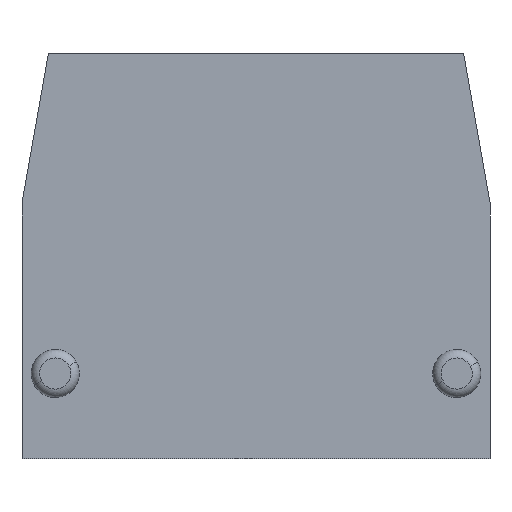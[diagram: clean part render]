
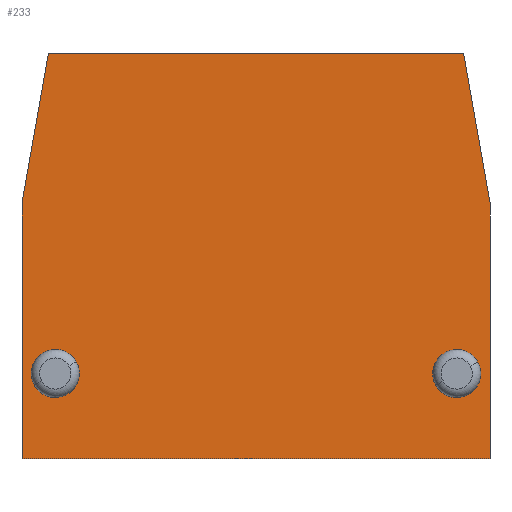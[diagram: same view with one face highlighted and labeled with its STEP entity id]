
A CAD part, left-side view. The second image highlights one B-rep face of the part: STEP entity #233.
In plain terms, the highlighted planar face has unit normal (-1, 0, 0).
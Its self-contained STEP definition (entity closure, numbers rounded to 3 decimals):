
#127=AXIS2_PLACEMENT_3D('Circle Axis2P3D',#125,#126,$) ;
#146=AXIS2_PLACEMENT_3D('Circle Axis2P3D',#144,#145,$) ;
#159=AXIS2_PLACEMENT_3D('Plane Axis2P3D',#156,#157,#158) ;
#217=AXIS2_PLACEMENT_3D('Circle Axis2P3D',#215,#216,$) ;
#226=AXIS2_PLACEMENT_3D('Circle Axis2P3D',#224,#225,$) ;
#122=CARTESIAN_POINT('Vertex',(2.491,19.979,4.603)) ;
#125=CARTESIAN_POINT('Axis2P3D Location',(2.491,20.9,4.1)) ;
#129=CARTESIAN_POINT('Vertex',(2.491,21.821,3.597)) ;
#144=CARTESIAN_POINT('Axis2P3D Location',(2.491,20.9,4.1)) ;
#156=CARTESIAN_POINT('Axis2P3D Location',(2.491,11.25,0.)) ;
#161=CARTESIAN_POINT('Line Origine',(2.491,21.865,15.9)) ;
#165=CARTESIAN_POINT('Vertex',(2.491,21.23,19.5)) ;
#167=CARTESIAN_POINT('Vertex',(2.491,22.5,12.3)) ;
#170=CARTESIAN_POINT('Line Origine',(2.491,22.5,6.15)) ;
#174=CARTESIAN_POINT('Vertex',(2.491,22.5,0.)) ;
#177=CARTESIAN_POINT('Line Origine',(2.491,11.25,0.)) ;
#181=CARTESIAN_POINT('Vertex',(2.491,0.,0.)) ;
#184=CARTESIAN_POINT('Line Origine',(2.491,0.,6.15)) ;
#188=CARTESIAN_POINT('Vertex',(2.491,0.,12.3)) ;
#191=CARTESIAN_POINT('Line Origine',(2.491,0.635,15.9)) ;
#195=CARTESIAN_POINT('Vertex',(2.491,1.27,19.5)) ;
#198=CARTESIAN_POINT('Line Origine',(2.491,11.25,19.5)) ;
#215=CARTESIAN_POINT('Axis2P3D Location',(2.491,1.6,4.1)) ;
#219=CARTESIAN_POINT('Vertex',(2.491,2.521,3.597)) ;
#221=CARTESIAN_POINT('Vertex',(2.491,0.679,4.603)) ;
#224=CARTESIAN_POINT('Axis2P3D Location',(2.491,1.6,4.1)) ;
#126=DIRECTION('Axis2P3D Direction',(-1.,0.,0.)) ;
#145=DIRECTION('Axis2P3D Direction',(-1.,0.,0.)) ;
#157=DIRECTION('Axis2P3D Direction',(1.,0.,0.)) ;
#158=DIRECTION('Axis2P3D XDirection',(0.,1.,0.)) ;
#162=DIRECTION('Vector Direction',(0.,-0.174,0.985)) ;
#171=DIRECTION('Vector Direction',(0.,0.,1.)) ;
#178=DIRECTION('Vector Direction',(0.,-1.,0.)) ;
#185=DIRECTION('Vector Direction',(0.,0.,1.)) ;
#192=DIRECTION('Vector Direction',(0.,0.174,0.985)) ;
#199=DIRECTION('Vector Direction',(0.,1.,0.)) ;
#216=DIRECTION('Axis2P3D Direction',(1.,0.,0.)) ;
#225=DIRECTION('Axis2P3D Direction',(1.,0.,0.)) ;
#163=VECTOR('Line Direction',#162,1.) ;
#172=VECTOR('Line Direction',#171,1.) ;
#179=VECTOR('Line Direction',#178,1.) ;
#186=VECTOR('Line Direction',#185,1.) ;
#193=VECTOR('Line Direction',#192,1.) ;
#200=VECTOR('Line Direction',#199,1.) ;
#204=ORIENTED_EDGE('',*,*,#169,.T.) ;
#205=ORIENTED_EDGE('',*,*,#176,.F.) ;
#206=ORIENTED_EDGE('',*,*,#183,.F.) ;
#207=ORIENTED_EDGE('',*,*,#190,.F.) ;
#208=ORIENTED_EDGE('',*,*,#197,.T.) ;
#209=ORIENTED_EDGE('',*,*,#202,.F.) ;
#212=ORIENTED_EDGE('',*,*,#148,.F.) ;
#213=ORIENTED_EDGE('',*,*,#131,.F.) ;
#230=ORIENTED_EDGE('',*,*,#223,.F.) ;
#231=ORIENTED_EDGE('',*,*,#228,.F.) ;
#214=FACE_BOUND('',#211,.T.) ;
#232=FACE_BOUND('',#229,.T.) ;
#233=ADVANCED_FACE('K\X2\00F6\X0\rper.4 ( *SOL18 - wsp *MASTER -  )',(#210,#214,#232),#160,.F.) ;
#128=CIRCLE('generated circle',#127,1.05) ;
#147=CIRCLE('generated circle',#146,1.05) ;
#218=CIRCLE('generated circle',#217,1.05) ;
#227=CIRCLE('generated circle',#226,1.05) ;
#131=EDGE_CURVE('',#123,#130,#128,.T.) ;
#148=EDGE_CURVE('',#130,#123,#147,.T.) ;
#169=EDGE_CURVE('',#166,#168,#164,.F.) ;
#176=EDGE_CURVE('',#175,#168,#173,.T.) ;
#183=EDGE_CURVE('',#182,#175,#180,.F.) ;
#190=EDGE_CURVE('',#189,#182,#187,.F.) ;
#197=EDGE_CURVE('',#189,#196,#194,.T.) ;
#202=EDGE_CURVE('',#166,#196,#201,.F.) ;
#223=EDGE_CURVE('',#220,#222,#218,.F.) ;
#228=EDGE_CURVE('',#222,#220,#227,.F.) ;
#203=EDGE_LOOP('',(#204,#205,#206,#207,#208,#209)) ;
#211=EDGE_LOOP('',(#212,#213)) ;
#229=EDGE_LOOP('',(#230,#231)) ;
#210=FACE_OUTER_BOUND('',#203,.T.) ;
#164=LINE('Line',#161,#163) ;
#173=LINE('Line',#170,#172) ;
#180=LINE('Line',#177,#179) ;
#187=LINE('Line',#184,#186) ;
#194=LINE('Line',#191,#193) ;
#201=LINE('Line',#198,#200) ;
#160=PLANE('',#159) ;
#123=VERTEX_POINT('',#122) ;
#130=VERTEX_POINT('',#129) ;
#166=VERTEX_POINT('',#165) ;
#168=VERTEX_POINT('',#167) ;
#175=VERTEX_POINT('',#174) ;
#182=VERTEX_POINT('',#181) ;
#189=VERTEX_POINT('',#188) ;
#196=VERTEX_POINT('',#195) ;
#220=VERTEX_POINT('',#219) ;
#222=VERTEX_POINT('',#221) ;
